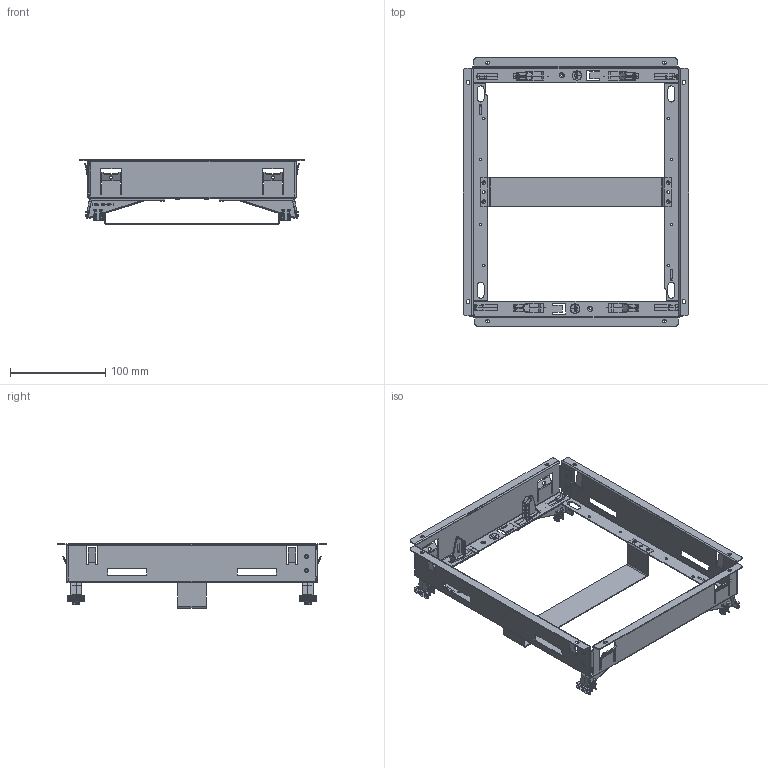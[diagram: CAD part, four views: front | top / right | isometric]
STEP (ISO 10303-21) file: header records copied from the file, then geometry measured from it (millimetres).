
FILE_DESCRIPTION(('CATIA V5 STEP Exchange','CAx-IF Rec.Pracs.--- Model Styling and Organization---1.4--- 2014-01-23'),'2;1');
FILE_NAME('&RV - Boite sol Finition standard T2 T2''088040.stp','2019-02-26T07:36:52+00:00',('none'),('none'),'CATIA Version 5-6 Release 2017 SP3','CATIA V5 STEP AP214','none');
FILE_SCHEMA(('AUTOMOTIVE_DESIGN { 1 0 10303 214 1 1 1 1 }'));
Length unit declared in the file: millimetre
Products named in the file (5): A004294_A; D004802_A-mixed frame T2 PRIM; 17032-MOD-01_mixed frame T2 PRIM; D004805; D005846
Assembly tree (8 placements, depth 3):
  A004294_A
    D004802_A-mixed frame T2 PRIM
      17032-MOD-01_mixed frame T2 PRIM  x2
    D004805  x4
    D005846
Bounding box: 236.3 x 281.3 x 67.7 mm (x, y, z)
Volume: 81504.4 mm3; surface area: 157185.7 mm2
Topology: 7 solids, 7 shells, 4392 faces, 11212 edges, 6690 vertices
Faces by surface type: plane 2302, cylinder 1178, bspline 544, sphere 184, cone 104, torus 80
Entity records: 45852 total; most frequent: CARTESIAN_POINT 16800, ORIENTED_EDGE 6678, DIRECTION 4612, EDGE_CURVE 3339, VERTEX_POINT 2049, VECTOR 1863, LINE 1863, AXIS2_PLACEMENT_3D 1683
